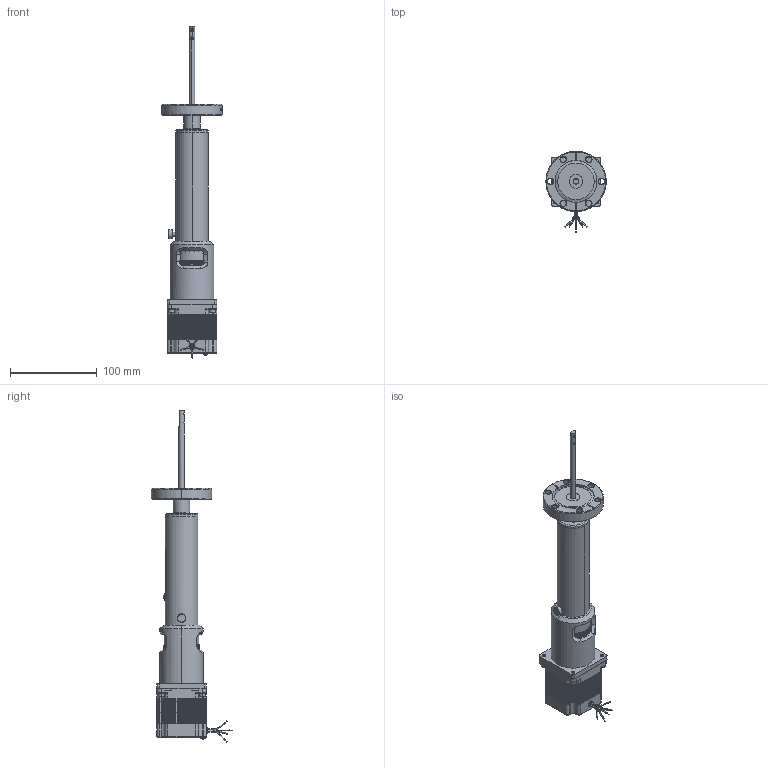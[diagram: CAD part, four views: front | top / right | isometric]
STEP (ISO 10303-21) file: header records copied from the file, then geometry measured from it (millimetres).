
FILE_DESCRIPTION (( 'STEP AP203' ), '1' );
FILE_NAME ('102230.12.stp', '2019-04-04T15:02:39', ( '' ), ( '' ), 'SwSTEP 2.0', 'SolidWorks 2012', '' );
FILE_SCHEMA (( 'CONFIG_CONTROL_DESIGN' ));
Length unit declared in the file: centimetre
Products named in the file (1): 102230.12
Bounding box: 69.34 x 93.28 x 381.9 mm (x, y, z)
Volume: 497451.7 mm3; surface area: 65464.5 mm2
Topology: 1 solids, 6 shells, 4275 faces, 10212 edges, 6018 vertices
Faces by surface type: plane 2177, cylinder 986, cone 919, bspline 193
Entity records: 152299 total; most frequent: CARTESIAN_POINT 54777, ORIENTED_EDGE 20404, DIRECTION 20152, EDGE_CURVE 10202, AXIS2_PLACEMENT_3D 6937, LINE 6278, VECTOR 6278, VERTEX_POINT 6016
